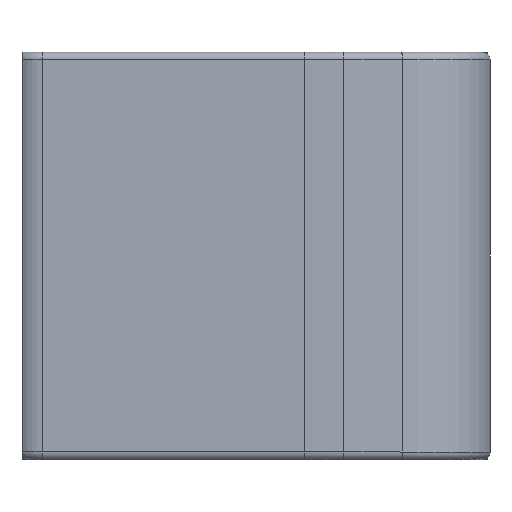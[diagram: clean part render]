
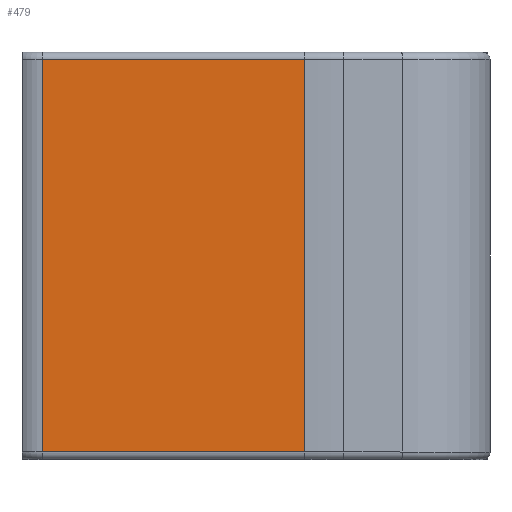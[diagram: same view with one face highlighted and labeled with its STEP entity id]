
A CAD part, top view. The second image highlights one B-rep face of the part: STEP entity #479.
In plain terms, the highlighted planar face has unit normal (0, 0, 1).
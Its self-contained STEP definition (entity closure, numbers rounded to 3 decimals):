
#459=AXIS2_PLACEMENT_3D('Plane Axis2P3D',#456,#457,#458) ;
#152=CARTESIAN_POINT('Vertex',(5.264,-50.3,51.9)) ;
#189=CARTESIAN_POINT('Vertex',(72.45,-50.3,51.9)) ;
#192=CARTESIAN_POINT('Line Origine',(60.,-50.3,51.9)) ;
#413=CARTESIAN_POINT('Line Origine',(5.264,0.,51.9)) ;
#417=CARTESIAN_POINT('Vertex',(5.264,50.3,51.9)) ;
#456=CARTESIAN_POINT('Axis2P3D Location',(72.45,0.,51.9)) ;
#461=CARTESIAN_POINT('Line Origine',(38.857,50.3,51.9)) ;
#465=CARTESIAN_POINT('Vertex',(72.45,50.3,51.9)) ;
#468=CARTESIAN_POINT('Line Origine',(72.45,0.,51.9)) ;
#193=DIRECTION('Vector Direction',(-1.,0.,0.)) ;
#414=DIRECTION('Vector Direction',(0.,1.,0.)) ;
#457=DIRECTION('Axis2P3D Direction',(0.,0.,-1.)) ;
#458=DIRECTION('Axis2P3D XDirection',(-1.,0.,0.)) ;
#462=DIRECTION('Vector Direction',(-1.,0.,0.)) ;
#469=DIRECTION('Vector Direction',(0.,1.,0.)) ;
#194=VECTOR('Line Direction',#193,1.) ;
#415=VECTOR('Line Direction',#414,1.) ;
#463=VECTOR('Line Direction',#462,1.) ;
#470=VECTOR('Line Direction',#469,1.) ;
#474=ORIENTED_EDGE('',*,*,#467,.F.) ;
#475=ORIENTED_EDGE('',*,*,#419,.F.) ;
#476=ORIENTED_EDGE('',*,*,#196,.T.) ;
#477=ORIENTED_EDGE('',*,*,#472,.T.) ;
#479=ADVANCED_FACE('Modele simplifie',(#478),#460,.F.) ;
#196=EDGE_CURVE('',#153,#190,#195,.F.) ;
#419=EDGE_CURVE('',#153,#418,#416,.T.) ;
#467=EDGE_CURVE('',#418,#466,#464,.F.) ;
#472=EDGE_CURVE('',#190,#466,#471,.T.) ;
#473=EDGE_LOOP('',(#474,#475,#476,#477)) ;
#478=FACE_OUTER_BOUND('',#473,.T.) ;
#195=LINE('Line',#192,#194) ;
#416=LINE('Line',#413,#415) ;
#464=LINE('Line',#461,#463) ;
#471=LINE('Line',#468,#470) ;
#460=PLANE('',#459) ;
#153=VERTEX_POINT('',#152) ;
#190=VERTEX_POINT('',#189) ;
#418=VERTEX_POINT('',#417) ;
#466=VERTEX_POINT('',#465) ;
